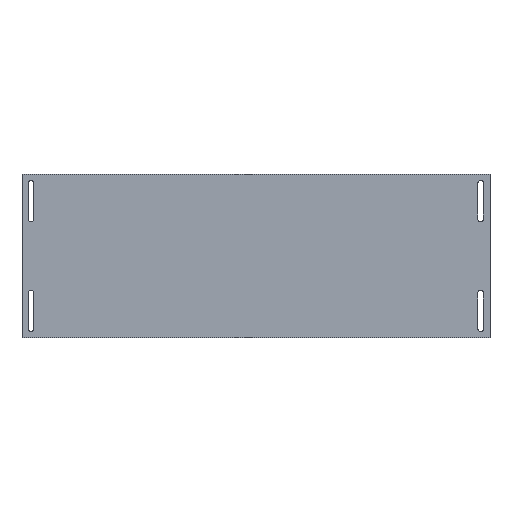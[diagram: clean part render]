
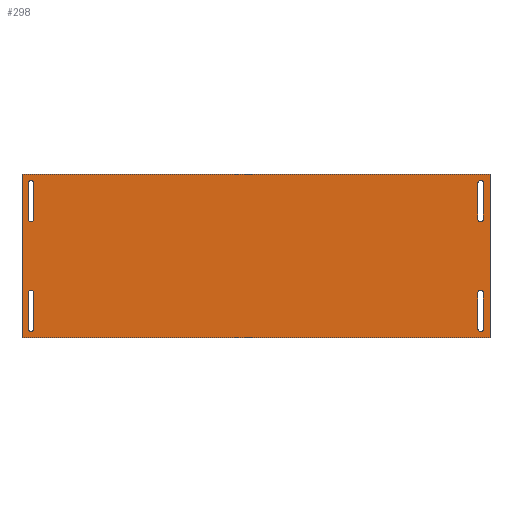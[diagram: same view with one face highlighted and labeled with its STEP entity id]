
A CAD part, top view. The second image highlights one B-rep face of the part: STEP entity #298.
In plain terms, the highlighted planar face has unit normal (0, 0, 1).
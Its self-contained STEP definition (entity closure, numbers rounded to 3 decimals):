
#42 = VERTEX_POINT('',#43);
#43 = CARTESIAN_POINT('',(556.6,-100.4,1.));
#49 = EDGE_CURVE('',#42,#50,#52,.T.);
#50 = VERTEX_POINT('',#51);
#51 = CARTESIAN_POINT('',(488.7,-100.4,1.));
#52 = LINE('',#53,#54);
#53 = CARTESIAN_POINT('',(556.6,-100.4,1.));
#54 = VECTOR('',#55,1.);
#55 = DIRECTION('',(-1.,0.,0.));
#82 = VERTEX_POINT('',#83);
#83 = CARTESIAN_POINT('',(556.6,-76.7,1.));
#89 = EDGE_CURVE('',#82,#42,#90,.T.);
#90 = LINE('',#91,#92);
#91 = CARTESIAN_POINT('',(556.6,-76.7,1.));
#92 = VECTOR('',#93,1.);
#93 = DIRECTION('',(0.,-1.,0.));
#111 = EDGE_CURVE('',#50,#112,#114,.T.);
#112 = VERTEX_POINT('',#113);
#113 = CARTESIAN_POINT('',(488.7,-76.7,1.));
#114 = LINE('',#115,#116);
#115 = CARTESIAN_POINT('',(488.7,-100.4,1.));
#116 = VECTOR('',#117,1.);
#117 = DIRECTION('',(0.,1.,0.));
#298 = ADVANCED_FACE('',(#299,#310,#346,#382,#418),#454,.T.);
#299 = FACE_BOUND('',#300,.T.);
#300 = EDGE_LOOP('',(#301,#302,#303,#309));
#301 = ORIENTED_EDGE('',*,*,#49,.F.);
#302 = ORIENTED_EDGE('',*,*,#89,.F.);
#303 = ORIENTED_EDGE('',*,*,#304,.F.);
#304 = EDGE_CURVE('',#112,#82,#305,.T.);
#305 = LINE('',#306,#307);
#306 = CARTESIAN_POINT('',(488.7,-76.7,1.));
#307 = VECTOR('',#308,1.);
#308 = DIRECTION('',(1.,0.,0.));
#309 = ORIENTED_EDGE('',*,*,#111,.F.);
#310 = FACE_BOUND('',#311,.T.);
#311 = EDGE_LOOP('',(#312,#323,#331,#340));
#312 = ORIENTED_EDGE('',*,*,#313,.T.);
#313 = EDGE_CURVE('',#314,#316,#318,.T.);
#314 = VERTEX_POINT('',#315);
#315 = CARTESIAN_POINT('',(489.6,-93.9,1.));
#316 = VERTEX_POINT('',#317);
#317 = CARTESIAN_POINT('',(490.4,-93.9,1.));
#318 = CIRCLE('',#319,0.4);
#319 = AXIS2_PLACEMENT_3D('',#320,#321,#322);
#320 = CARTESIAN_POINT('',(490.,-93.9,1.));
#321 = DIRECTION('',(0.,-0.,-1.));
#322 = DIRECTION('',(1.,0.,0.));
#323 = ORIENTED_EDGE('',*,*,#324,.T.);
#324 = EDGE_CURVE('',#316,#325,#327,.T.);
#325 = VERTEX_POINT('',#326);
#326 = CARTESIAN_POINT('',(490.4,-99.1,1.));
#327 = LINE('',#328,#329);
#328 = CARTESIAN_POINT('',(490.4,-49.55,1.));
#329 = VECTOR('',#330,1.);
#330 = DIRECTION('',(0.,-1.,0.));
#331 = ORIENTED_EDGE('',*,*,#332,.T.);
#332 = EDGE_CURVE('',#325,#333,#335,.T.);
#333 = VERTEX_POINT('',#334);
#334 = CARTESIAN_POINT('',(489.6,-99.1,1.));
#335 = CIRCLE('',#336,0.4);
#336 = AXIS2_PLACEMENT_3D('',#337,#338,#339);
#337 = CARTESIAN_POINT('',(490.,-99.1,1.));
#338 = DIRECTION('',(-0.,0.,-1.));
#339 = DIRECTION('',(-1.,0.,0.));
#340 = ORIENTED_EDGE('',*,*,#341,.T.);
#341 = EDGE_CURVE('',#333,#314,#342,.T.);
#342 = LINE('',#343,#344);
#343 = CARTESIAN_POINT('',(489.6,-46.95,1.));
#344 = VECTOR('',#345,1.);
#345 = DIRECTION('',(-0.,1.,0.));
#346 = FACE_BOUND('',#347,.T.);
#347 = EDGE_LOOP('',(#348,#359,#367,#376));
#348 = ORIENTED_EDGE('',*,*,#349,.T.);
#349 = EDGE_CURVE('',#350,#352,#354,.T.);
#350 = VERTEX_POINT('',#351);
#351 = CARTESIAN_POINT('',(554.85,-93.9,1.));
#352 = VERTEX_POINT('',#353);
#353 = CARTESIAN_POINT('',(555.65,-93.9,1.));
#354 = CIRCLE('',#355,0.4);
#355 = AXIS2_PLACEMENT_3D('',#356,#357,#358);
#356 = CARTESIAN_POINT('',(555.25,-93.9,1.));
#357 = DIRECTION('',(0.,-0.,-1.));
#358 = DIRECTION('',(1.,0.,-0.));
#359 = ORIENTED_EDGE('',*,*,#360,.T.);
#360 = EDGE_CURVE('',#352,#361,#363,.T.);
#361 = VERTEX_POINT('',#362);
#362 = CARTESIAN_POINT('',(555.65,-99.1,1.));
#363 = LINE('',#364,#365);
#364 = CARTESIAN_POINT('',(555.65,-49.55,1.));
#365 = VECTOR('',#366,1.);
#366 = DIRECTION('',(0.,-1.,0.));
#367 = ORIENTED_EDGE('',*,*,#368,.T.);
#368 = EDGE_CURVE('',#361,#369,#371,.T.);
#369 = VERTEX_POINT('',#370);
#370 = CARTESIAN_POINT('',(554.85,-99.1,1.));
#371 = CIRCLE('',#372,0.4);
#372 = AXIS2_PLACEMENT_3D('',#373,#374,#375);
#373 = CARTESIAN_POINT('',(555.25,-99.1,1.));
#374 = DIRECTION('',(-0.,0.,-1.));
#375 = DIRECTION('',(-1.,0.,0.));
#376 = ORIENTED_EDGE('',*,*,#377,.T.);
#377 = EDGE_CURVE('',#369,#350,#378,.T.);
#378 = LINE('',#379,#380);
#379 = CARTESIAN_POINT('',(554.85,-46.95,1.));
#380 = VECTOR('',#381,1.);
#381 = DIRECTION('',(-0.,1.,0.));
#382 = FACE_BOUND('',#383,.T.);
#383 = EDGE_LOOP('',(#384,#395,#403,#412));
#384 = ORIENTED_EDGE('',*,*,#385,.T.);
#385 = EDGE_CURVE('',#386,#388,#390,.T.);
#386 = VERTEX_POINT('',#387);
#387 = CARTESIAN_POINT('',(489.6,-78.,1.));
#388 = VERTEX_POINT('',#389);
#389 = CARTESIAN_POINT('',(490.4,-78.,1.));
#390 = CIRCLE('',#391,0.4);
#391 = AXIS2_PLACEMENT_3D('',#392,#393,#394);
#392 = CARTESIAN_POINT('',(490.,-78.,1.));
#393 = DIRECTION('',(0.,-0.,-1.));
#394 = DIRECTION('',(1.,0.,0.));
#395 = ORIENTED_EDGE('',*,*,#396,.T.);
#396 = EDGE_CURVE('',#388,#397,#399,.T.);
#397 = VERTEX_POINT('',#398);
#398 = CARTESIAN_POINT('',(490.4,-83.2,1.));
#399 = LINE('',#400,#401);
#400 = CARTESIAN_POINT('',(490.4,-41.6,1.));
#401 = VECTOR('',#402,1.);
#402 = DIRECTION('',(0.,-1.,0.));
#403 = ORIENTED_EDGE('',*,*,#404,.T.);
#404 = EDGE_CURVE('',#397,#405,#407,.T.);
#405 = VERTEX_POINT('',#406);
#406 = CARTESIAN_POINT('',(489.6,-83.2,1.));
#407 = CIRCLE('',#408,0.4);
#408 = AXIS2_PLACEMENT_3D('',#409,#410,#411);
#409 = CARTESIAN_POINT('',(490.,-83.2,1.));
#410 = DIRECTION('',(-0.,0.,-1.));
#411 = DIRECTION('',(-1.,0.,0.));
#412 = ORIENTED_EDGE('',*,*,#413,.T.);
#413 = EDGE_CURVE('',#405,#386,#414,.T.);
#414 = LINE('',#415,#416);
#415 = CARTESIAN_POINT('',(489.6,-39.,1.));
#416 = VECTOR('',#417,1.);
#417 = DIRECTION('',(-0.,1.,0.));
#418 = FACE_BOUND('',#419,.T.);
#419 = EDGE_LOOP('',(#420,#431,#439,#448));
#420 = ORIENTED_EDGE('',*,*,#421,.T.);
#421 = EDGE_CURVE('',#422,#424,#426,.T.);
#422 = VERTEX_POINT('',#423);
#423 = CARTESIAN_POINT('',(554.85,-78.,1.));
#424 = VERTEX_POINT('',#425);
#425 = CARTESIAN_POINT('',(555.65,-78.,1.));
#426 = CIRCLE('',#427,0.4);
#427 = AXIS2_PLACEMENT_3D('',#428,#429,#430);
#428 = CARTESIAN_POINT('',(555.25,-78.,1.));
#429 = DIRECTION('',(0.,-0.,-1.));
#430 = DIRECTION('',(1.,0.,-0.));
#431 = ORIENTED_EDGE('',*,*,#432,.T.);
#432 = EDGE_CURVE('',#424,#433,#435,.T.);
#433 = VERTEX_POINT('',#434);
#434 = CARTESIAN_POINT('',(555.65,-83.2,1.));
#435 = LINE('',#436,#437);
#436 = CARTESIAN_POINT('',(555.65,-41.6,1.));
#437 = VECTOR('',#438,1.);
#438 = DIRECTION('',(0.,-1.,0.));
#439 = ORIENTED_EDGE('',*,*,#440,.T.);
#440 = EDGE_CURVE('',#433,#441,#443,.T.);
#441 = VERTEX_POINT('',#442);
#442 = CARTESIAN_POINT('',(554.85,-83.2,1.));
#443 = CIRCLE('',#444,0.4);
#444 = AXIS2_PLACEMENT_3D('',#445,#446,#447);
#445 = CARTESIAN_POINT('',(555.25,-83.2,1.));
#446 = DIRECTION('',(-0.,0.,-1.));
#447 = DIRECTION('',(-1.,0.,0.));
#448 = ORIENTED_EDGE('',*,*,#449,.T.);
#449 = EDGE_CURVE('',#441,#422,#450,.T.);
#450 = LINE('',#451,#452);
#451 = CARTESIAN_POINT('',(554.85,-39.,1.));
#452 = VECTOR('',#453,1.);
#453 = DIRECTION('',(-0.,1.,0.));
#454 = PLANE('',#455);
#455 = AXIS2_PLACEMENT_3D('',#456,#457,#458);
#456 = CARTESIAN_POINT('',(0.,0.,1.));
#457 = DIRECTION('',(0.,0.,1.));
#458 = DIRECTION('',(1.,0.,-0.));
